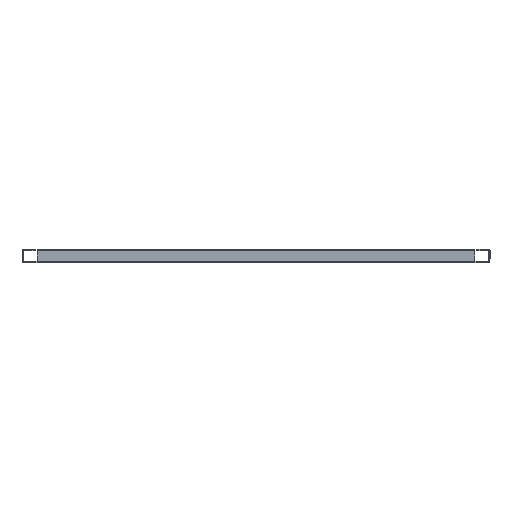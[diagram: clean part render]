
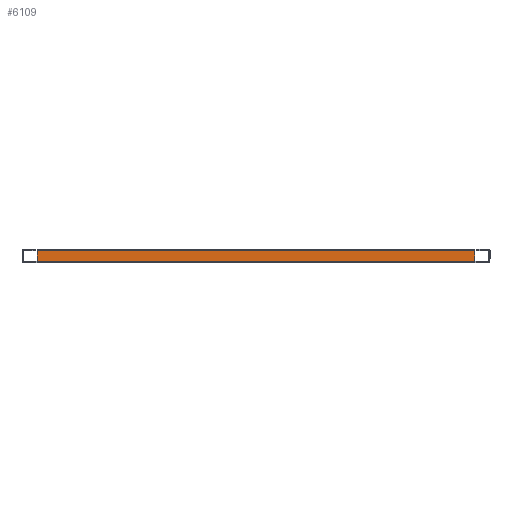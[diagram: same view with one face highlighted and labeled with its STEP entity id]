
A CAD part, left-side view. The second image highlights one B-rep face of the part: STEP entity #6109.
In plain terms, the highlighted planar face has unit normal (-1, 0, 0).
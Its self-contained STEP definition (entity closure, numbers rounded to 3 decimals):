
#374 = VERTEX_POINT ( 'NONE', #1213 ) ;
#375 = VERTEX_POINT ( 'NONE', #1214 ) ;
#378 = VERTEX_POINT ( 'NONE', #1217 ) ;
#380 = VERTEX_POINT ( 'NONE', #1219 ) ;
#1213 = CARTESIAN_POINT ( 'NONE',  ( -941.51, -414.5, 22.49 ) ) ;
#1214 = CARTESIAN_POINT ( 'NONE',  ( -941.51, -414.5, 2.51 ) ) ;
#1217 = CARTESIAN_POINT ( 'NONE',  ( -941.51, 414.5, 22.49 ) ) ;
#1219 = CARTESIAN_POINT ( 'NONE',  ( -941.51, 414.5, 2.51 ) ) ;
#1526 = EDGE_CURVE ( 'NONE', #375, #380, #2035, .T. ) ;
#1527 = EDGE_CURVE ( 'NONE', #375, #374, #2029, .T. ) ;
#1533 = EDGE_CURVE ( 'NONE', #378, #380, #2052, .T. ) ;
#1536 = EDGE_CURVE ( 'NONE', #374, #378, #2057, .T. ) ;
#2029 = LINE ( 'NONE', #3569, #2049 ) ;
#2035 = LINE ( 'NONE', #3567, #2047 ) ;
#2047 = VECTOR ( 'NONE', #3570, 1000. ) ;
#2049 = VECTOR ( 'NONE', #3572, 1000. ) ;
#2052 = LINE ( 'NONE', #3579, #2060 ) ;
#2057 = LINE ( 'NONE', #3587, #2066 ) ;
#2060 = VECTOR ( 'NONE', #3584, 1000. ) ;
#2066 = VECTOR ( 'NONE', #3590, 1000. ) ;
#3011 = FACE_OUTER_BOUND ( 'NONE', #5977, .T. ) ;
#3091 = AXIS2_PLACEMENT_3D ( 'NONE', #4666, #4676, #4677 ) ;
#3567 = CARTESIAN_POINT ( 'NONE',  ( -941.51, 414.5, 2.51 ) ) ;
#3569 = CARTESIAN_POINT ( 'NONE',  ( -941.51, -414.5, 2.5 ) ) ;
#3570 = DIRECTION ( 'NONE',  ( 0., 1., 0. ) ) ;
#3572 = DIRECTION ( 'NONE',  ( 0., 0., 1. ) ) ;
#3579 = CARTESIAN_POINT ( 'NONE',  ( -941.51, 414.5, 2.5 ) ) ;
#3584 = DIRECTION ( 'NONE',  ( 0., 0., -1. ) ) ;
#3587 = CARTESIAN_POINT ( 'NONE',  ( -941.51, -414.5, 22.49 ) ) ;
#3590 = DIRECTION ( 'NONE',  ( 0., 1., 0. ) ) ;
#4666 = CARTESIAN_POINT ( 'NONE',  ( -941.51, 414.5, 2.5 ) ) ;
#4671 = PLANE ( 'NONE',  #3091 ) ;
#4676 = DIRECTION ( 'NONE',  ( 1., 0., 0. ) ) ;
#4677 = DIRECTION ( 'NONE',  ( 0., 0., -1. ) ) ;
#5369 = ORIENTED_EDGE ( 'NONE', *, *, #1527, .T. ) ;
#5389 = ORIENTED_EDGE ( 'NONE', *, *, #1526, .F. ) ;
#5445 = ORIENTED_EDGE ( 'NONE', *, *, #1533, .T. ) ;
#5450 = ORIENTED_EDGE ( 'NONE', *, *, #1536, .T. ) ;
#5977 = EDGE_LOOP ( 'NONE', ( #5450, #5445, #5389, #5369 ) ) ;
#6109 = ADVANCED_FACE ( 'NONE', ( #3011 ), #4671, .F. ) ;
